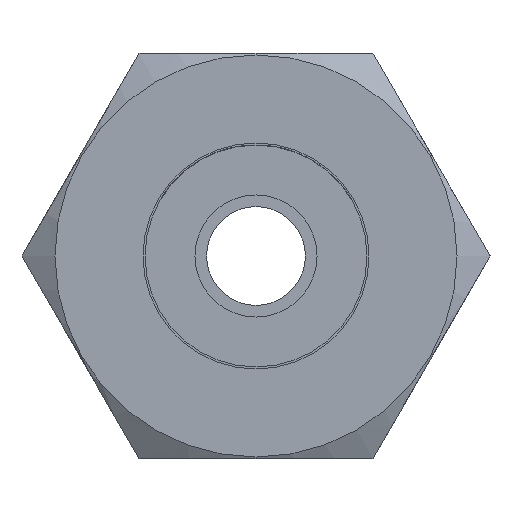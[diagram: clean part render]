
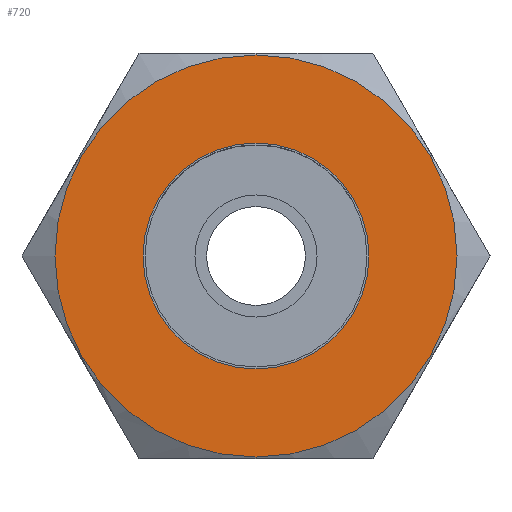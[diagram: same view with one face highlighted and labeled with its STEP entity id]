
A CAD part, left-side view. The second image highlights one B-rep face of the part: STEP entity #720.
In plain terms, the highlighted planar face has unit normal (-1, 0, 0).
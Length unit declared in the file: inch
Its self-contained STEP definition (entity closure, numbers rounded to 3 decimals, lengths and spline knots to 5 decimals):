
#720 = ADVANCED_FACE ( 'NONE', ( #9124, #19104 ), #1141, .T. ) ;
#1141 = PLANE ( 'NONE',  #24466 ) ;
#1677 = VERTEX_POINT ( 'NONE', #30808 ) ;
#2616 = CARTESIAN_POINT ( 'NONE',  ( -1.13, 0.3485, 0. ) ) ;
#4777 = EDGE_LOOP ( 'NONE', ( #20358, #7441 ) ) ;
#4813 = CARTESIAN_POINT ( 'NONE',  ( -1.13, 0., 0. ) ) ;
#4848 = EDGE_LOOP ( 'NONE', ( #27534, #27734 ) ) ;
#5325 = CARTESIAN_POINT ( 'NONE',  ( -1.13, 0., -0.3485 ) ) ;
#7441 = ORIENTED_EDGE ( 'NONE', *, *, #31554, .F. ) ;
#7874 = VERTEX_POINT ( 'NONE', #16123 ) ;
#9124 = FACE_BOUND ( 'NONE', #4848, .T. ) ;
#9346 = DIRECTION ( 'NONE',  ( 0., 0., -1. ) ) ;
#10132 = VERTEX_POINT ( 'NONE', #5325 ) ;
#11415 = DIRECTION ( 'NONE',  ( 0., 0., -1. ) ) ;
#13122 = EDGE_CURVE ( 'NONE', #1677, #10132, #29381, .T. ) ;
#13488 = CIRCLE ( 'NONE', #16848, 0.3485 ) ;
#14170 = DIRECTION ( 'NONE',  ( 1., 0., 0. ) ) ;
#14198 = DIRECTION ( 'NONE',  ( 1., 0., 0. ) ) ;
#14626 = DIRECTION ( 'NONE',  ( 1., 0., 0. ) ) ;
#16123 = CARTESIAN_POINT ( 'NONE',  ( -1.13, 0., -0.62 ) ) ;
#16848 = AXIS2_PLACEMENT_3D ( 'NONE', #4813, #17345, #19870 ) ;
#16904 = CIRCLE ( 'NONE', #22848, 0.62 ) ;
#16981 = CARTESIAN_POINT ( 'NONE',  ( -1.13, 0., 0. ) ) ;
#17345 = DIRECTION ( 'NONE',  ( 1., 0., 0. ) ) ;
#18464 = CARTESIAN_POINT ( 'NONE',  ( -1.13, 0., 0.62 ) ) ;
#19104 = FACE_OUTER_BOUND ( 'NONE', #4777, .T. ) ;
#19357 = AXIS2_PLACEMENT_3D ( 'NONE', #16981, #14626, #26680 ) ;
#19694 = DIRECTION ( 'NONE',  ( 0., 0., 1. ) ) ;
#19770 = VERTEX_POINT ( 'NONE', #18464 ) ;
#19870 = DIRECTION ( 'NONE',  ( 0., 0., -1. ) ) ;
#20147 = AXIS2_PLACEMENT_3D ( 'NONE', #29373, #14170, #9346 ) ;
#20358 = ORIENTED_EDGE ( 'NONE', *, *, #27854, .F. ) ;
#21730 = CARTESIAN_POINT ( 'NONE',  ( -1.13, 0., 0. ) ) ;
#22775 = CIRCLE ( 'NONE', #20147, 0.62 ) ;
#22848 = AXIS2_PLACEMENT_3D ( 'NONE', #21730, #14198, #11415 ) ;
#24435 = DIRECTION ( 'NONE',  ( -1., 0., 0. ) ) ;
#24466 = AXIS2_PLACEMENT_3D ( 'NONE', #2616, #24435, #19694 ) ;
#26680 = DIRECTION ( 'NONE',  ( 0., 0., -1. ) ) ;
#27534 = ORIENTED_EDGE ( 'NONE', *, *, #31145, .T. ) ;
#27734 = ORIENTED_EDGE ( 'NONE', *, *, #13122, .T. ) ;
#27854 = EDGE_CURVE ( 'NONE', #7874, #19770, #22775, .T. ) ;
#29373 = CARTESIAN_POINT ( 'NONE',  ( -1.13, 0., 0. ) ) ;
#29381 = CIRCLE ( 'NONE', #19357, 0.3485 ) ;
#30808 = CARTESIAN_POINT ( 'NONE',  ( -1.13, 0., 0.3485 ) ) ;
#31145 = EDGE_CURVE ( 'NONE', #10132, #1677, #13488, .T. ) ;
#31554 = EDGE_CURVE ( 'NONE', #19770, #7874, #16904, .T. ) ;
